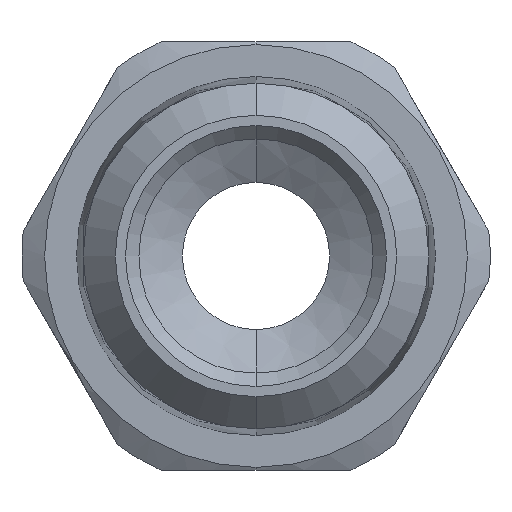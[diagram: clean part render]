
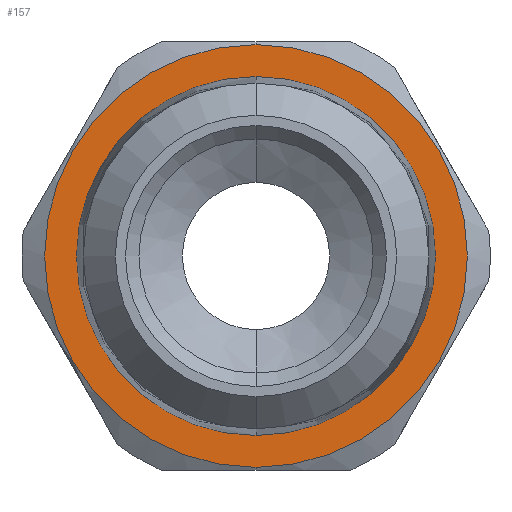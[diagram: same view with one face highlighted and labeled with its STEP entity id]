
A CAD part, front view. The second image highlights one B-rep face of the part: STEP entity #157.
In plain terms, the highlighted planar face has unit normal (0, -1, 0).
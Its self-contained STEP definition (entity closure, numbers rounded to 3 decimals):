
#66 = DIRECTION ( 'NONE',  ( 0., -1., 0. ) ) ;
#111 = AXIS2_PLACEMENT_3D ( 'NONE', #1963, #697, #1970 ) ;
#127 = VERTEX_POINT ( 'NONE', #453 ) ;
#157 = ADVANCED_FACE ( 'NONE', ( #217, #196 ), #1560, .T. ) ;
#186 = ORIENTED_EDGE ( 'NONE', *, *, #1855, .F. ) ;
#196 = FACE_BOUND ( 'NONE', #789, .T. ) ;
#217 = FACE_OUTER_BOUND ( 'NONE', #984, .T. ) ;
#223 = ORIENTED_EDGE ( 'NONE', *, *, #545, .T. ) ;
#299 = DIRECTION ( 'NONE',  ( 0., -1., 0. ) ) ;
#324 = DIRECTION ( 'NONE',  ( 0., 0., -1. ) ) ;
#369 = DIRECTION ( 'NONE',  ( 0., 0., -1. ) ) ;
#387 = AXIS2_PLACEMENT_3D ( 'NONE', #1493, #66, #369 ) ;
#424 = ORIENTED_EDGE ( 'NONE', *, *, #695, .T. ) ;
#453 = CARTESIAN_POINT ( 'NONE',  ( 0., -18.1, 6.707 ) ) ;
#496 = DIRECTION ( 'NONE',  ( 0., -1., 0. ) ) ;
#545 = EDGE_CURVE ( 'NONE', #1128, #1524, #1315, .T. ) ;
#612 = CIRCLE ( 'NONE', #111, 6.707 ) ;
#633 = DIRECTION ( 'NONE',  ( 0., -1., 0. ) ) ;
#641 = CARTESIAN_POINT ( 'NONE',  ( 6.9, -18.1, 0. ) ) ;
#695 = EDGE_CURVE ( 'NONE', #1524, #1128, #1068, .T. ) ;
#697 = DIRECTION ( 'NONE',  ( 0., -1., 0. ) ) ;
#722 = ORIENTED_EDGE ( 'NONE', *, *, #973, .F. ) ;
#789 = EDGE_LOOP ( 'NONE', ( #722, #186 ) ) ;
#800 = DIRECTION ( 'NONE',  ( 0., 0., -1. ) ) ;
#884 = AXIS2_PLACEMENT_3D ( 'NONE', #1901, #496, #324 ) ;
#897 = CARTESIAN_POINT ( 'NONE',  ( 0., -18.1, 7.9 ) ) ;
#922 = AXIS2_PLACEMENT_3D ( 'NONE', #966, #633, #800 ) ;
#966 = CARTESIAN_POINT ( 'NONE',  ( 0., -18.1, 0. ) ) ;
#973 = EDGE_CURVE ( 'NONE', #127, #1600, #1838, .T. ) ;
#984 = EDGE_LOOP ( 'NONE', ( #424, #223 ) ) ;
#1024 = AXIS2_PLACEMENT_3D ( 'NONE', #641, #299, #1878 ) ;
#1068 = CIRCLE ( 'NONE', #922, 7.9 ) ;
#1128 = VERTEX_POINT ( 'NONE', #1949 ) ;
#1315 = CIRCLE ( 'NONE', #387, 7.9 ) ;
#1493 = CARTESIAN_POINT ( 'NONE',  ( 0., -18.1, 0. ) ) ;
#1524 = VERTEX_POINT ( 'NONE', #897 ) ;
#1560 = PLANE ( 'NONE',  #1024 ) ;
#1575 = CARTESIAN_POINT ( 'NONE',  ( 0., -18.1, -6.707 ) ) ;
#1600 = VERTEX_POINT ( 'NONE', #1575 ) ;
#1838 = CIRCLE ( 'NONE', #884, 6.707 ) ;
#1855 = EDGE_CURVE ( 'NONE', #1600, #127, #612, .T. ) ;
#1878 = DIRECTION ( 'NONE',  ( 0., 0., -1. ) ) ;
#1901 = CARTESIAN_POINT ( 'NONE',  ( 0., -18.1, 0. ) ) ;
#1949 = CARTESIAN_POINT ( 'NONE',  ( 0., -18.1, -7.9 ) ) ;
#1963 = CARTESIAN_POINT ( 'NONE',  ( 0., -18.1, 0. ) ) ;
#1970 = DIRECTION ( 'NONE',  ( 0., 0., -1. ) ) ;
